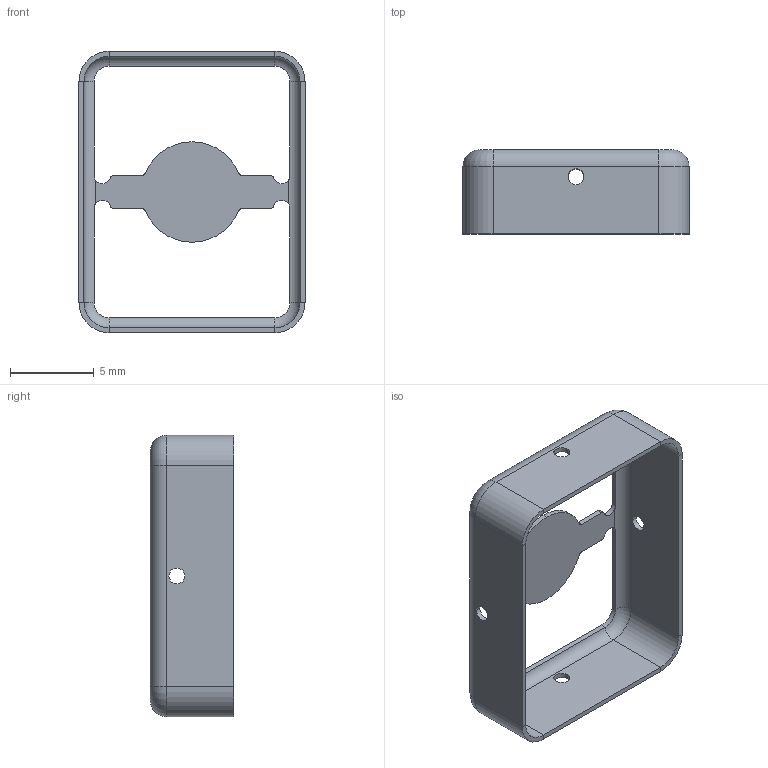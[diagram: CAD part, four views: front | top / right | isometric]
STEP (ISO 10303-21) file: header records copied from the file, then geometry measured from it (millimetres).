
FILE_DESCRIPTION (( 'STEP AP203' ), '1' );
FILE_NAME ('MS168-10F.step', '2020-10-13T09:45:48', ( '' ), ( '' ), 'SwSTEP 2.0', 'SolidWorks 2018', '' );
FILE_SCHEMA (( 'CONFIG_CONTROL_DESIGN' ));
Length unit declared in the file: millimetre
Products named in the file (1): MS168-10F
Bounding box: 13.5 x 5 x 16.8 mm (x, y, z)
Volume: 98.9 mm3; surface area: 703 mm2
Topology: 1 solids, 1 shells, 81 faces, 201 edges, 118 vertices
Faces by surface type: cylinder 45, plane 28, torus 8
Entity records: 2502 total; most frequent: DIRECTION 447, CARTESIAN_POINT 437, ORIENTED_EDGE 402, EDGE_CURVE 201, AXIS2_PLACEMENT_3D 172, VERTEX_POINT 118, VECTOR 103, LINE 103
